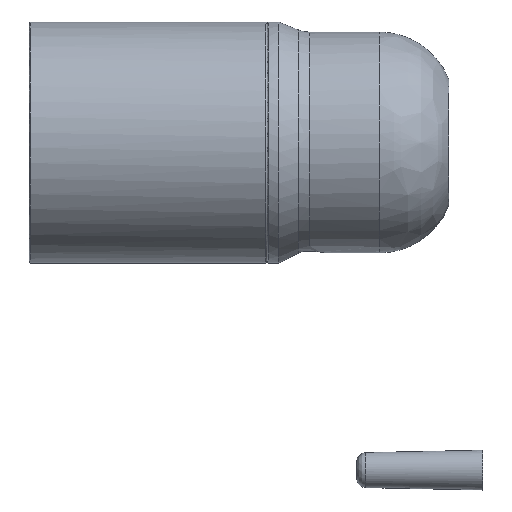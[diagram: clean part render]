
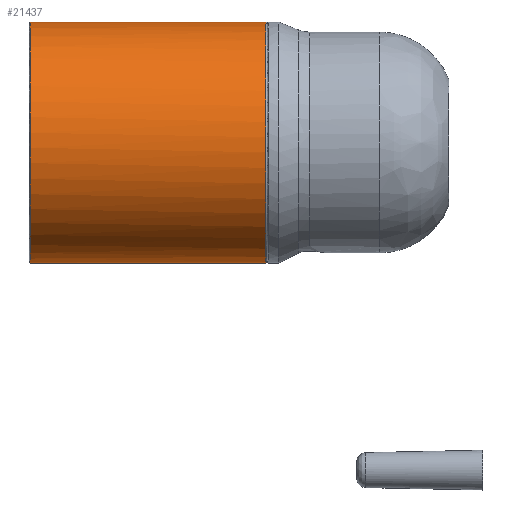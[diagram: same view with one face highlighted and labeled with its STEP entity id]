
A CAD part, left-side view. The second image highlights one B-rep face of the part: STEP entity #21437.
In plain terms, the highlighted free-form (B-spline) face has degree [2, 1] with [5, 2] control points.
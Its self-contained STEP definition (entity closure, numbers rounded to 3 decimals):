
#17848 = VERTEX_POINT('',#17849);
#17849 = CARTESIAN_POINT('',(0.,49.023,-24.969));
#17850 = VERTEX_POINT('',#17851);
#17851 = CARTESIAN_POINT('',(0.,49.023,
    24.969));
#17915 = VERTEX_POINT('',#17916);
#17916 = CARTESIAN_POINT('',(0.,0.261,-24.969));
#17923 = VERTEX_POINT('',#17924);
#17924 = CARTESIAN_POINT('',(0.,0.261,
    24.969));
#18778 = EDGE_CURVE('',#17850,#17923,#18779,.T.);
#18779 = B_SPLINE_CURVE_WITH_KNOTS('',1,(#18780,#18781),.UNSPECIFIED.,
  .F.,.F.,(2,2),(0.2,37.5),.PIECEWISE_BEZIER_KNOTS.);
#18780 = CARTESIAN_POINT('',(0.,49.023,
    24.969));
#18781 = CARTESIAN_POINT('',(0.,0.261,
    24.969));
#18784 = EDGE_CURVE('',#17848,#17915,#18785,.T.);
#18785 = B_SPLINE_CURVE_WITH_KNOTS('',1,(#18786,#18787),.UNSPECIFIED.,
  .F.,.F.,(2,2),(0.2,37.5),.PIECEWISE_BEZIER_KNOTS.);
#18786 = CARTESIAN_POINT('',(0.,49.023,-24.969));
#18787 = CARTESIAN_POINT('',(0.,0.261,-24.969));
#21437 = ADVANCED_FACE('',(#21438),#21458,.T.);
#21438 = FACE_BOUND('',#21439,.T.);
#21439 = EDGE_LOOP('',(#21440,#21441,#21449,#21450));
#21440 = ORIENTED_EDGE('',*,*,#18778,.F.);
#21441 = ORIENTED_EDGE('',*,*,#21442,.T.);
#21442 = EDGE_CURVE('',#17850,#17848,#21443,.T.);
#21443 = ( BOUNDED_CURVE() B_SPLINE_CURVE(2,(#21444,#21445,#21446,#21447
,#21448),.UNSPECIFIED.,.F.,.F.) B_SPLINE_CURVE_WITH_KNOTS((3,2,3),(0.,
1.571,3.142),.PIECEWISE_BEZIER_KNOTS.) CURVE() 
GEOMETRIC_REPRESENTATION_ITEM() RATIONAL_B_SPLINE_CURVE((1.,
0.707,1.,0.707,1.)) REPRESENTATION_ITEM('') );
#21444 = CARTESIAN_POINT('',(0.,49.023,24.969));
#21445 = CARTESIAN_POINT('',(-24.969,49.023,
    24.969));
#21446 = CARTESIAN_POINT('',(-24.969,49.023,
    0.));
#21447 = CARTESIAN_POINT('',(-24.969,49.023,
    -24.969));
#21448 = CARTESIAN_POINT('',(0.,49.023,
    -24.969));
#21449 = ORIENTED_EDGE('',*,*,#18784,.T.);
#21450 = ORIENTED_EDGE('',*,*,#21451,.T.);
#21451 = EDGE_CURVE('',#17915,#17923,#21452,.T.);
#21452 = ( BOUNDED_CURVE() B_SPLINE_CURVE(2,(#21453,#21454,#21455,#21456
,#21457),.UNSPECIFIED.,.F.,.F.) B_SPLINE_CURVE_WITH_KNOTS((3,2,3),(
    3.142,4.712,6.283),
.PIECEWISE_BEZIER_KNOTS.) CURVE() GEOMETRIC_REPRESENTATION_ITEM() 
RATIONAL_B_SPLINE_CURVE((1.,0.707,1.,0.707,1.)) 
REPRESENTATION_ITEM('') );
#21453 = CARTESIAN_POINT('',(0.,0.261,
    -24.969));
#21454 = CARTESIAN_POINT('',(-24.969,0.261,
    -24.969));
#21455 = CARTESIAN_POINT('',(-24.969,0.261,
    0.));
#21456 = CARTESIAN_POINT('',(-24.969,0.261,
    24.969));
#21457 = CARTESIAN_POINT('',(0.,0.261,
    24.969));
#21458 = ( BOUNDED_SURFACE() B_SPLINE_SURFACE(2,1,(
    (#21459,#21460)
    ,(#21461,#21462)
    ,(#21463,#21464)
    ,(#21465,#21466)
    ,(#21467,#21468
)),.UNSPECIFIED.,.F.,.F.,.F.) B_SPLINE_SURFACE_WITH_KNOTS((3,2,3),(2,2),
  (3.142,4.712,6.283),(0.2,37.5),
.PIECEWISE_BEZIER_KNOTS.) GEOMETRIC_REPRESENTATION_ITEM() 
RATIONAL_B_SPLINE_SURFACE((
    (1.,1.)
    ,(0.707,0.707)
    ,(1.,1.)
    ,(0.707,0.707)
,(1.,1.))) REPRESENTATION_ITEM('') SURFACE() );
#21459 = CARTESIAN_POINT('',(0.,49.023,
    24.969));
#21460 = CARTESIAN_POINT('',(0.,0.261,
    24.969));
#21461 = CARTESIAN_POINT('',(-24.969,49.023,
    24.969));
#21462 = CARTESIAN_POINT('',(-24.969,0.261,
    24.969));
#21463 = CARTESIAN_POINT('',(-24.969,49.023,
    0.));
#21464 = CARTESIAN_POINT('',(-24.969,0.261,
    0.));
#21465 = CARTESIAN_POINT('',(-24.969,49.023,
    -24.969));
#21466 = CARTESIAN_POINT('',(-24.969,0.261,
    -24.969));
#21467 = CARTESIAN_POINT('',(0.,49.023,
    -24.969));
#21468 = CARTESIAN_POINT('',(0.,0.261,
    -24.969));
